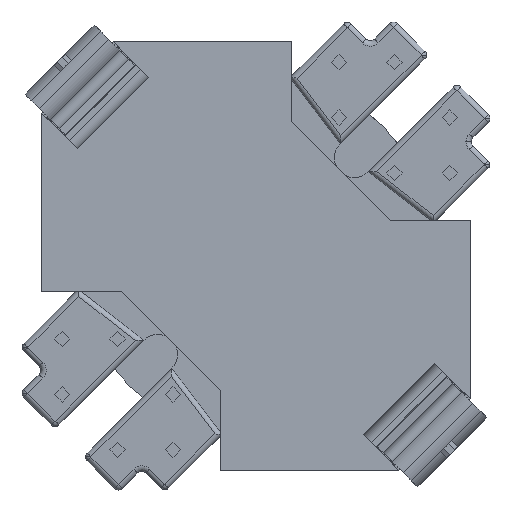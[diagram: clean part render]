
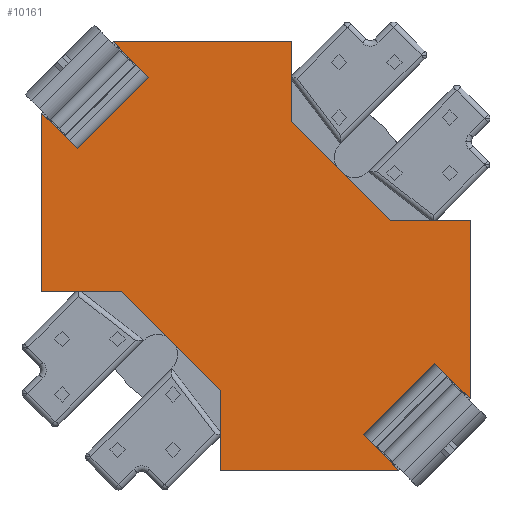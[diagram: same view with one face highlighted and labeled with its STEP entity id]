
A CAD part, front view. The second image highlights one B-rep face of the part: STEP entity #10161.
In plain terms, the highlighted face is planar.
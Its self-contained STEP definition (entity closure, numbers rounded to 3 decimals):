
#59 = VERTEX_POINT ( 'NONE', #1459 ) ;
#88 = DIRECTION ( 'NONE',  ( 0., -1., 0. ) ) ;
#144 = LINE ( 'NONE', #9935, #8583 ) ;
#171 = ORIENTED_EDGE ( 'NONE', *, *, #5460, .T. ) ;
#188 = ORIENTED_EDGE ( 'NONE', *, *, #5389, .T. ) ;
#230 = CARTESIAN_POINT ( 'NONE',  ( 0., -5.79, 0. ) ) ;
#231 = DIRECTION ( 'NONE',  ( 0., 0.707, 0.707 ) ) ;
#416 = VECTOR ( 'NONE', #9328, 1000. ) ;
#554 = DIRECTION ( 'NONE',  ( 0., 0.707, 0.707 ) ) ;
#563 = VERTEX_POINT ( 'NONE', #2289 ) ;
#645 = VECTOR ( 'NONE', #6442, 1000. ) ;
#707 = CARTESIAN_POINT ( 'NONE',  ( 0., -23.22, -10.41 ) ) ;
#874 = ORIENTED_EDGE ( 'NONE', *, *, #4058, .T. ) ;
#891 = CARTESIAN_POINT ( 'NONE',  ( 0., -14.83, -2.6 ) ) ;
#1123 = LINE ( 'NONE', #8881, #5220 ) ;
#1152 = EDGE_CURVE ( 'NONE', #2036, #9681, #7310, .T. ) ;
#1206 = LINE ( 'NONE', #1998, #9372 ) ;
#1276 = DIRECTION ( 'NONE',  ( 0., -1., 0. ) ) ;
#1309 = DIRECTION ( 'NONE',  ( 0., 1., 0. ) ) ;
#1459 = CARTESIAN_POINT ( 'NONE',  ( 0., 0., -10.41 ) ) ;
#1469 = LINE ( 'NONE', #8374, #9870 ) ;
#1556 = DIRECTION ( 'NONE',  ( 0., -1., 0. ) ) ;
#1820 = DIRECTION ( 'NONE',  ( 0., -1., 0. ) ) ;
#1910 = CARTESIAN_POINT ( 'NONE',  ( 0., -8.39, -2.6 ) ) ;
#1952 = CARTESIAN_POINT ( 'NONE',  ( 0., -2.29, -5.79 ) ) ;
#1998 = CARTESIAN_POINT ( 'NONE',  ( 0., 0., -5.79 ) ) ;
#2016 = CARTESIAN_POINT ( 'NONE',  ( 0., -2.29, -10.41 ) ) ;
#2027 = CARTESIAN_POINT ( 'NONE',  ( 0., -17.43, 0. ) ) ;
#2036 = VERTEX_POINT ( 'NONE', #230 ) ;
#2107 = VECTOR ( 'NONE', #3766, 1000. ) ;
#2117 = EDGE_CURVE ( 'NONE', #6862, #8541, #8461, .T. ) ;
#2135 = VECTOR ( 'NONE', #554, 1000. ) ;
#2289 = CARTESIAN_POINT ( 'NONE',  ( 0., -23.22, -10.41 ) ) ;
#2293 = EDGE_CURVE ( 'NONE', #6862, #7536, #144, .T. ) ;
#2436 = CARTESIAN_POINT ( 'NONE',  ( 0., -8.39, -13.6 ) ) ;
#2663 = LINE ( 'NONE', #6217, #6536 ) ;
#2754 = DIRECTION ( 'NONE',  ( 0., 0., -1. ) ) ;
#2757 = DIRECTION ( 'NONE',  ( 0., -0.707, -0.707 ) ) ;
#2788 = CARTESIAN_POINT ( 'NONE',  ( 0., -8.39, -13.6 ) ) ;
#2800 = DIRECTION ( 'NONE',  ( 0., -1., 0. ) ) ;
#2907 = VERTEX_POINT ( 'NONE', #6289 ) ;
#3658 = ORIENTED_EDGE ( 'NONE', *, *, #5075, .T. ) ;
#3709 = CARTESIAN_POINT ( 'NONE',  ( 0., -17.43, 0. ) ) ;
#3757 = ORIENTED_EDGE ( 'NONE', *, *, #5882, .T. ) ;
#3766 = DIRECTION ( 'NONE',  ( 0., -0.707, -0.707 ) ) ;
#3943 = DIRECTION ( 'NONE',  ( 0., -0.707, 0.707 ) ) ;
#4058 = EDGE_CURVE ( 'NONE', #7536, #6396, #1469, .T. ) ;
#4121 = EDGE_CURVE ( 'NONE', #9681, #2907, #1206, .T. ) ;
#4233 = EDGE_CURVE ( 'NONE', #8279, #6022, #4246, .T. ) ;
#4246 = LINE ( 'NONE', #8665, #2107 ) ;
#4389 = CARTESIAN_POINT ( 'NONE',  ( 0., -20.93, -5.79 ) ) ;
#4470 = VECTOR ( 'NONE', #3943, 1000. ) ;
#4540 = ORIENTED_EDGE ( 'NONE', *, *, #1152, .T. ) ;
#4663 = EDGE_CURVE ( 'NONE', #8415, #8279, #8831, .T. ) ;
#4727 = LINE ( 'NONE', #2027, #9052 ) ;
#4788 = EDGE_CURVE ( 'NONE', #59, #9782, #9964, .T. ) ;
#5004 = CARTESIAN_POINT ( 'NONE',  ( 0., -23.22, -10.41 ) ) ;
#5044 = CARTESIAN_POINT ( 'NONE',  ( 0., -20.93, -5.79 ) ) ;
#5075 = EDGE_CURVE ( 'NONE', #9782, #8415, #9074, .T. ) ;
#5209 = CARTESIAN_POINT ( 'NONE',  ( 0., 0., -10.41 ) ) ;
#5220 = VECTOR ( 'NONE', #1556, 1000. ) ;
#5383 = LINE ( 'NONE', #5004, #7301 ) ;
#5389 = EDGE_CURVE ( 'NONE', #2907, #7932, #6297, .T. ) ;
#5460 = EDGE_CURVE ( 'NONE', #6022, #563, #6919, .T. ) ;
#5608 = EDGE_CURVE ( 'NONE', #8541, #563, #5383, .T. ) ;
#5882 = EDGE_CURVE ( 'NONE', #6396, #6723, #4727, .T. ) ;
#6022 = VERTEX_POINT ( 'NONE', #7097 ) ;
#6045 = DIRECTION ( 'NONE',  ( 0., 0., -1. ) ) ;
#6046 = VECTOR ( 'NONE', #6045, 1000. ) ;
#6194 = DIRECTION ( 'NONE',  ( -1., 0., 0. ) ) ;
#6217 = CARTESIAN_POINT ( 'NONE',  ( 0., -8.39, -2.6 ) ) ;
#6238 = VERTEX_POINT ( 'NONE', #1910 ) ;
#6255 = CARTESIAN_POINT ( 'NONE',  ( 0., -5.79, 0. ) ) ;
#6289 = CARTESIAN_POINT ( 'NONE',  ( 0., -2.29, -5.79 ) ) ;
#6297 = LINE ( 'NONE', #1952, #6046 ) ;
#6307 = VECTOR ( 'NONE', #2754, 1000. ) ;
#6396 = VERTEX_POINT ( 'NONE', #3709 ) ;
#6442 = DIRECTION ( 'NONE',  ( 0., -0.707, 0.707 ) ) ;
#6506 = AXIS2_PLACEMENT_3D ( 'NONE', #9392, #6194, #1276 ) ;
#6536 = VECTOR ( 'NONE', #1309, 1000. ) ;
#6619 = EDGE_CURVE ( 'NONE', #59, #7932, #1123, .T. ) ;
#6632 = ORIENTED_EDGE ( 'NONE', *, *, #5608, .F. ) ;
#6723 = VERTEX_POINT ( 'NONE', #891 ) ;
#6862 = VERTEX_POINT ( 'NONE', #5044 ) ;
#6919 = LINE ( 'NONE', #707, #645 ) ;
#7097 = CARTESIAN_POINT ( 'NONE',  ( 0., -17.43, -16.2 ) ) ;
#7122 = ORIENTED_EDGE ( 'NONE', *, *, #6619, .F. ) ;
#7301 = VECTOR ( 'NONE', #88, 1000. ) ;
#7310 = LINE ( 'NONE', #9808, #9197 ) ;
#7327 = CARTESIAN_POINT ( 'NONE',  ( 0., -5.79, -16.2 ) ) ;
#7396 = ORIENTED_EDGE ( 'NONE', *, *, #4121, .T. ) ;
#7463 = ORIENTED_EDGE ( 'NONE', *, *, #2293, .T. ) ;
#7536 = VERTEX_POINT ( 'NONE', #8351 ) ;
#7570 = VECTOR ( 'NONE', #2757, 1000. ) ;
#7686 = ORIENTED_EDGE ( 'NONE', *, *, #2117, .F. ) ;
#7700 = CARTESIAN_POINT ( 'NONE',  ( 0., -20.93, -10.41 ) ) ;
#7745 = DIRECTION ( 'NONE',  ( 0., 0.707, -0.707 ) ) ;
#7784 = PLANE ( 'NONE',  #6506 ) ;
#7932 = VERTEX_POINT ( 'NONE', #2016 ) ;
#8203 = DIRECTION ( 'NONE',  ( 0., 0.707, -0.707 ) ) ;
#8208 = EDGE_CURVE ( 'NONE', #6723, #6238, #2663, .T. ) ;
#8279 = VERTEX_POINT ( 'NONE', #8718 ) ;
#8351 = CARTESIAN_POINT ( 'NONE',  ( 0., -23.22, -5.79 ) ) ;
#8374 = CARTESIAN_POINT ( 'NONE',  ( 0., -23.22, -5.79 ) ) ;
#8415 = VERTEX_POINT ( 'NONE', #2436 ) ;
#8461 = LINE ( 'NONE', #4389, #6307 ) ;
#8541 = VERTEX_POINT ( 'NONE', #7700 ) ;
#8583 = VECTOR ( 'NONE', #1820, 1000. ) ;
#8665 = CARTESIAN_POINT ( 'NONE',  ( 0., -17.43, -16.2 ) ) ;
#8718 = CARTESIAN_POINT ( 'NONE',  ( 0., -14.83, -13.6 ) ) ;
#8831 = LINE ( 'NONE', #2788, #416 ) ;
#8881 = CARTESIAN_POINT ( 'NONE',  ( 0., 0., -10.41 ) ) ;
#9052 = VECTOR ( 'NONE', #7745, 1000. ) ;
#9074 = LINE ( 'NONE', #9639, #4470 ) ;
#9197 = VECTOR ( 'NONE', #8203, 1000. ) ;
#9285 = EDGE_LOOP ( 'NONE', ( #7686, #7463, #874, #3757, #10150, #9736, #4540, #7396, #188, #7122, #9567, #3658, #9645, #9918, #171, #6632 ) ) ;
#9328 = DIRECTION ( 'NONE',  ( 0., -1., 0. ) ) ;
#9372 = VECTOR ( 'NONE', #2800, 1000. ) ;
#9392 = CARTESIAN_POINT ( 'NONE',  ( 0., 0., -16.2 ) ) ;
#9408 = EDGE_CURVE ( 'NONE', #6238, #2036, #10282, .T. ) ;
#9567 = ORIENTED_EDGE ( 'NONE', *, *, #4788, .T. ) ;
#9639 = CARTESIAN_POINT ( 'NONE',  ( 0., -5.79, -16.2 ) ) ;
#9645 = ORIENTED_EDGE ( 'NONE', *, *, #4663, .T. ) ;
#9681 = VERTEX_POINT ( 'NONE', #10438 ) ;
#9736 = ORIENTED_EDGE ( 'NONE', *, *, #9408, .T. ) ;
#9782 = VERTEX_POINT ( 'NONE', #7327 ) ;
#9808 = CARTESIAN_POINT ( 'NONE',  ( 0., 0., -5.79 ) ) ;
#9870 = VECTOR ( 'NONE', #231, 1000. ) ;
#9875 = FACE_OUTER_BOUND ( 'NONE', #9285, .T. ) ;
#9918 = ORIENTED_EDGE ( 'NONE', *, *, #4233, .T. ) ;
#9935 = CARTESIAN_POINT ( 'NONE',  ( 0., -23.22, -5.79 ) ) ;
#9964 = LINE ( 'NONE', #5209, #7570 ) ;
#10150 = ORIENTED_EDGE ( 'NONE', *, *, #8208, .T. ) ;
#10161 = ADVANCED_FACE ( 'NONE', ( #9875 ), #7784, .T. ) ;
#10282 = LINE ( 'NONE', #6255, #2135 ) ;
#10438 = CARTESIAN_POINT ( 'NONE',  ( 0., 0., -5.79 ) ) ;
